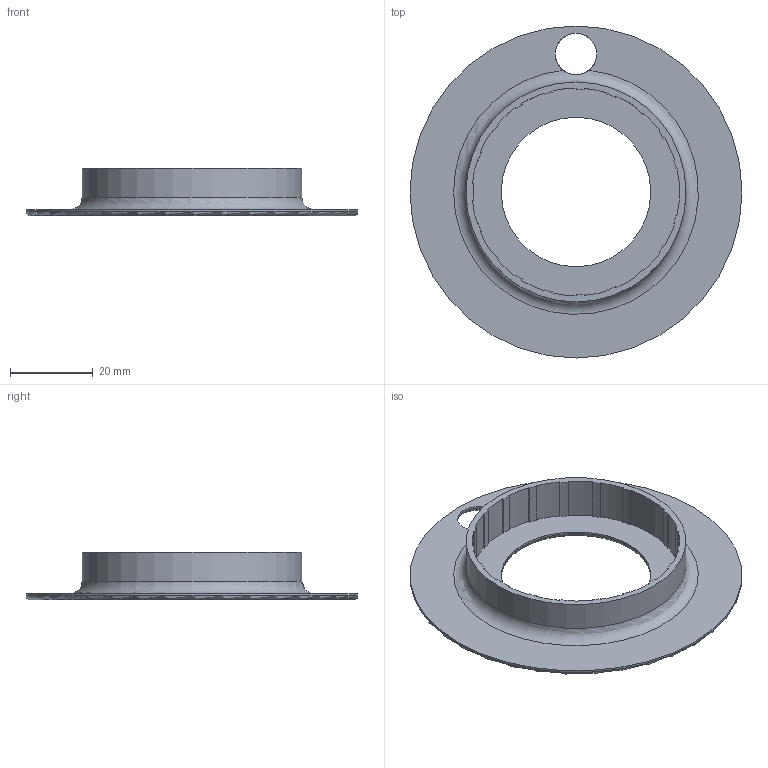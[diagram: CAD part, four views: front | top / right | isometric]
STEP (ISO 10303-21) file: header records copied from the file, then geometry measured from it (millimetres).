
FILE_DESCRIPTION(/* description */ (''),/* implementation_level */ '2;1');
FILE_NAME(/* name */ 'M5Dail_cover.step',/* time_stamp */ '2023-12-29T22:21:02+09:00',/* author */ (''),/* organization */ (''),/* preprocessor_version */ 'ST-DEVELOPER v20',/* originating_system */ 'Autodesk Translation Framework v12.9.0.99',/* authorisation */ '');
FILE_SCHEMA (('AUTOMOTIVE_DESIGN { 1 0 10303 214 3 1 1 }'));
Length unit declared in the file: millimetre
Products named in the file (1): M5Dail_cover
Bounding box: 80 x 80 x 11.5 mm (x, y, z)
Volume: 8666.1 mm3; surface area: 11401.8 mm2
Topology: 1 solids, 1 shells, 88 faces, 255 edges, 169 vertices
Faces by surface type: cylinder 42, plane 42, torus 4
Full cylindrical faces by diameter (mm): 10 x1, 36 x1, 53 x1, 80 x1
Entity records: 2997 total; most frequent: CARTESIAN_POINT 541, DIRECTION 528, ORIENTED_EDGE 510, EDGE_CURVE 255, AXIS2_PLACEMENT_3D 186, VERTEX_POINT 169, LINE 156, VECTOR 156
